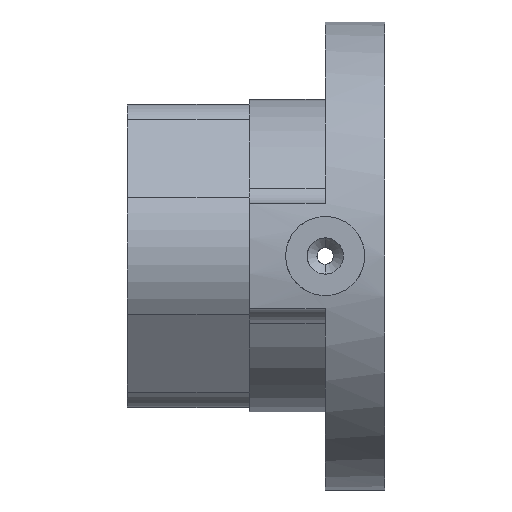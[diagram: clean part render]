
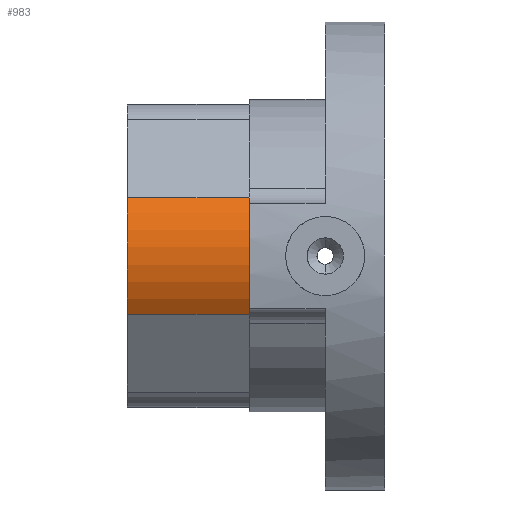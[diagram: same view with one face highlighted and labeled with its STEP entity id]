
A CAD part, left-side view. The second image highlights one B-rep face of the part: STEP entity #983.
In plain terms, the highlighted cylindrical face has radius 31 mm (diameter 62 mm), a partial arc.
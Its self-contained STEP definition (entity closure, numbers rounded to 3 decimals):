
#62 = DIRECTION ( 'NONE',  ( 0., 1., 0. ) ) ;
#65 = CARTESIAN_POINT ( 'NONE',  ( 0., 41., 0. ) ) ;
#114 = EDGE_CURVE ( 'NONE', #1272, #2819, #997, .T. ) ;
#151 = AXIS2_PLACEMENT_3D ( 'NONE', #2917, #62, #1289 ) ;
#173 = VECTOR ( 'NONE', #331, 1000. ) ;
#247 = EDGE_CURVE ( 'NONE', #628, #1885, #3260, .T. ) ;
#331 = DIRECTION ( 'NONE',  ( 0., -1., 0. ) ) ;
#367 = EDGE_LOOP ( 'NONE', ( #3112, #2729, #3093, #1230 ) ) ;
#628 = VERTEX_POINT ( 'NONE', #1659 ) ;
#761 = DIRECTION ( 'NONE',  ( 0., 0., -1. ) ) ;
#892 = AXIS2_PLACEMENT_3D ( 'NONE', #65, #1183, #1995 ) ;
#955 = CIRCLE ( 'NONE', #892, 31. ) ;
#968 = CARTESIAN_POINT ( 'NONE',  ( 0., 78., 0. ) ) ;
#983 = ADVANCED_FACE ( 'NONE', ( #2088 ), #1239, .T. ) ;
#997 = LINE ( 'NONE', #3195, #1884 ) ;
#1033 = DIRECTION ( 'NONE',  ( 0., -1., 0. ) ) ;
#1183 = DIRECTION ( 'NONE',  ( 0., 1., 0. ) ) ;
#1230 = ORIENTED_EDGE ( 'NONE', *, *, #247, .T. ) ;
#1239 = CYLINDRICAL_SURFACE ( 'NONE', #3279, 31. ) ;
#1272 = VERTEX_POINT ( 'NONE', #2308 ) ;
#1289 = DIRECTION ( 'NONE',  ( 0., 0., 1. ) ) ;
#1659 = CARTESIAN_POINT ( 'NONE',  ( -25.44, 78., -17.714 ) ) ;
#1857 = CARTESIAN_POINT ( 'NONE',  ( -25.44, 41., 17.714 ) ) ;
#1884 = VECTOR ( 'NONE', #1033, 1000. ) ;
#1885 = VERTEX_POINT ( 'NONE', #2534 ) ;
#1921 = CARTESIAN_POINT ( 'NONE',  ( -25.44, 78., -17.714 ) ) ;
#1932 = EDGE_CURVE ( 'NONE', #628, #1272, #2164, .T. ) ;
#1995 = DIRECTION ( 'NONE',  ( 0., 0., 1. ) ) ;
#2088 = FACE_OUTER_BOUND ( 'NONE', #367, .T. ) ;
#2164 = CIRCLE ( 'NONE', #151, 31. ) ;
#2308 = CARTESIAN_POINT ( 'NONE',  ( -25.44, 78., 17.714 ) ) ;
#2534 = CARTESIAN_POINT ( 'NONE',  ( -25.44, 41., -17.714 ) ) ;
#2729 = ORIENTED_EDGE ( 'NONE', *, *, #114, .F. ) ;
#2819 = VERTEX_POINT ( 'NONE', #1857 ) ;
#2917 = CARTESIAN_POINT ( 'NONE',  ( 0., 78., 0. ) ) ;
#3093 = ORIENTED_EDGE ( 'NONE', *, *, #1932, .F. ) ;
#3112 = ORIENTED_EDGE ( 'NONE', *, *, #3462, .T. ) ;
#3195 = CARTESIAN_POINT ( 'NONE',  ( -25.44, 78., 17.714 ) ) ;
#3260 = LINE ( 'NONE', #1921, #173 ) ;
#3279 = AXIS2_PLACEMENT_3D ( 'NONE', #968, #3420, #761 ) ;
#3420 = DIRECTION ( 'NONE',  ( 0., -1., 0. ) ) ;
#3462 = EDGE_CURVE ( 'NONE', #1885, #2819, #955, .T. ) ;
